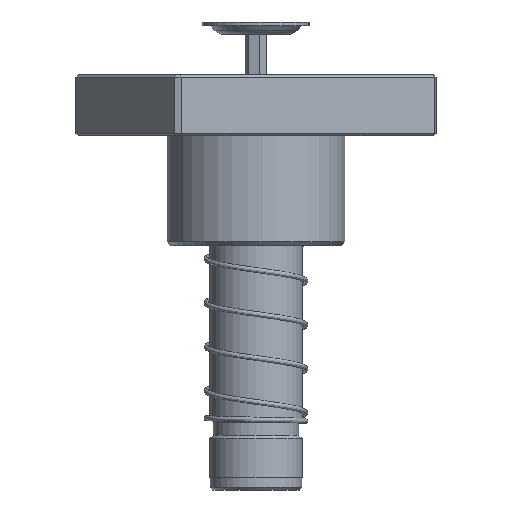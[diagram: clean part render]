
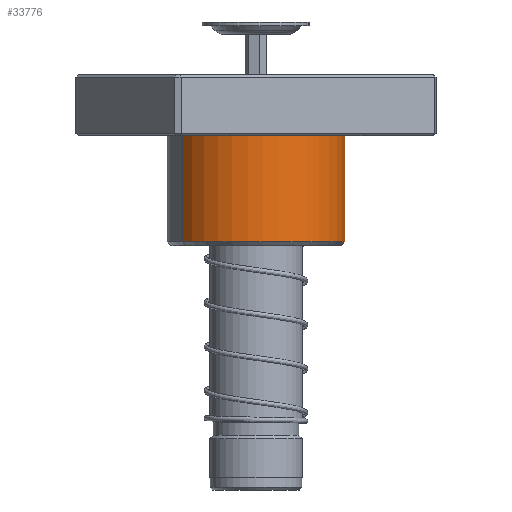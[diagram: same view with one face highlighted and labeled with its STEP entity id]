
A CAD part, front view. The second image highlights one B-rep face of the part: STEP entity #33776.
In plain terms, the highlighted cylindrical face has radius 36.5 mm (diameter 73 mm), a partial arc.
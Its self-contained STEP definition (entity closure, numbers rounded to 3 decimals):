
#1123 = CARTESIAN_POINT ( 'NONE',  ( -36.5, 0., 70. ) ) ;
#1892 = AXIS2_PLACEMENT_3D ( 'NONE', #33286, #36646, #36279 ) ;
#2283 = VERTEX_POINT ( 'NONE', #15482 ) ;
#3507 = AXIS2_PLACEMENT_3D ( 'NONE', #5966, #34627, #34743 ) ;
#5125 = CIRCLE ( 'NONE', #3507, 36.5 ) ;
#5812 = EDGE_CURVE ( 'NONE', #13614, #2283, #35567, .T. ) ;
#5966 = CARTESIAN_POINT ( 'NONE',  ( 0., 0., 25. ) ) ;
#6024 = DIRECTION ( 'NONE',  ( 0., 0., -1. ) ) ;
#7067 = EDGE_CURVE ( 'NONE', #2283, #14071, #32389, .T. ) ;
#8363 = ORIENTED_EDGE ( 'NONE', *, *, #7067, .T. ) ;
#9168 = VERTEX_POINT ( 'NONE', #12620 ) ;
#10229 = CARTESIAN_POINT ( 'NONE',  ( 36.5, 0., 70. ) ) ;
#12620 = CARTESIAN_POINT ( 'NONE',  ( 0., -36.5, 25. ) ) ;
#12967 = EDGE_LOOP ( 'NONE', ( #15578, #26997, #8363, #31720, #34554 ) ) ;
#13614 = VERTEX_POINT ( 'NONE', #18806 ) ;
#13973 = CYLINDRICAL_SURFACE ( 'NONE', #1892, 36.5 ) ;
#14071 = VERTEX_POINT ( 'NONE', #36385 ) ;
#14231 = AXIS2_PLACEMENT_3D ( 'NONE', #20298, #6024, #28942 ) ;
#14745 = CARTESIAN_POINT ( 'NONE',  ( 36.5, 0., 25. ) ) ;
#15482 = CARTESIAN_POINT ( 'NONE',  ( -36.5, 0., 68.5 ) ) ;
#15578 = ORIENTED_EDGE ( 'NONE', *, *, #33444, .F. ) ;
#16254 = FACE_OUTER_BOUND ( 'NONE', #12967, .T. ) ;
#17600 = AXIS2_PLACEMENT_3D ( 'NONE', #25835, #34451, #20189 ) ;
#18806 = CARTESIAN_POINT ( 'NONE',  ( 36.5, 0., 68.5 ) ) ;
#18892 = VERTEX_POINT ( 'NONE', #14745 ) ;
#20189 = DIRECTION ( 'NONE',  ( 1., 0., 0. ) ) ;
#20298 = CARTESIAN_POINT ( 'NONE',  ( 0., 0., 68.5 ) ) ;
#21395 = DIRECTION ( 'NONE',  ( 0., 0., -1. ) ) ;
#24778 = LINE ( 'NONE', #10229, #35975 ) ;
#25835 = CARTESIAN_POINT ( 'NONE',  ( 0., 0., 25. ) ) ;
#26596 = VECTOR ( 'NONE', #32893, 1000. ) ;
#26997 = ORIENTED_EDGE ( 'NONE', *, *, #5812, .T. ) ;
#28942 = DIRECTION ( 'NONE',  ( 1., 0., 0. ) ) ;
#31720 = ORIENTED_EDGE ( 'NONE', *, *, #32624, .T. ) ;
#32389 = LINE ( 'NONE', #1123, #26596 ) ;
#32624 = EDGE_CURVE ( 'NONE', #14071, #9168, #5125, .T. ) ;
#32893 = DIRECTION ( 'NONE',  ( 0., 0., -1. ) ) ;
#33286 = CARTESIAN_POINT ( 'NONE',  ( 0., 0., 70. ) ) ;
#33444 = EDGE_CURVE ( 'NONE', #13614, #18892, #24778, .T. ) ;
#33776 = ADVANCED_FACE ( 'NONE', ( #16254 ), #13973, .T. ) ;
#34451 = DIRECTION ( 'NONE',  ( 0., 0., 1. ) ) ;
#34554 = ORIENTED_EDGE ( 'NONE', *, *, #35503, .T. ) ;
#34627 = DIRECTION ( 'NONE',  ( 0., 0., 1. ) ) ;
#34743 = DIRECTION ( 'NONE',  ( 1., 0., 0. ) ) ;
#34993 = CIRCLE ( 'NONE', #17600, 36.5 ) ;
#35503 = EDGE_CURVE ( 'NONE', #9168, #18892, #34993, .T. ) ;
#35567 = CIRCLE ( 'NONE', #14231, 36.5 ) ;
#35975 = VECTOR ( 'NONE', #21395, 1000. ) ;
#36279 = DIRECTION ( 'NONE',  ( -1., 0., 0. ) ) ;
#36385 = CARTESIAN_POINT ( 'NONE',  ( -36.5, 0., 25. ) ) ;
#36646 = DIRECTION ( 'NONE',  ( 0., 0., -1. ) ) ;
